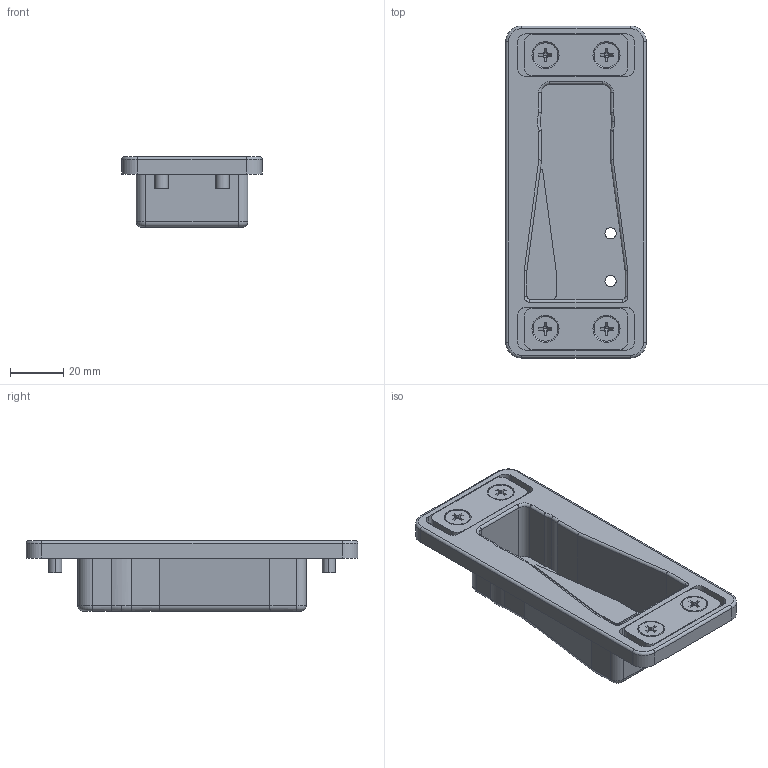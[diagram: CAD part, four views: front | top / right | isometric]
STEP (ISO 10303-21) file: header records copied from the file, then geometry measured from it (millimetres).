
FILE_DESCRIPTION (( 'STEP AP203' ), '1' );
FILE_NAME ('FA-1837S-1.STEP', '2013-02-08T08:23:34', ( '11sw' ), ( 'タキゲン製造株式会社' ), 'SwSTEP 2.0', 'SolidWorks 2011', '' );
FILE_SCHEMA (( 'CONFIG_CONTROL_DESIGN' ));
Length unit declared in the file: millimetre
Products named in the file (6): 廫帤寠晅嶮偹偠M4_M4亊8; FA-1837S-1僗儁乕僒乕_; FA-1837S-1; 廫帤寠晅嶮偹偠M5_M5亊12; FA-1837S-1固定板_; FA-1837S-1働乕僗_
Assembly tree (10 placements, depth 2):
  FA-1837S-1
    廫帤寠晅嶮偹偠M5_M5亊12  x4
    廫帤寠晅嶮偹偠M4_M4亊8  x2
    FA-1837S-1働乕僗_
    FA-1837S-1僗儁乕僒乕_
    FA-1837S-1固定板_  x2
Bounding box: 53 x 125 x 26.5 mm (x, y, z)
Volume: 49858.5 mm3; surface area: 35061.1 mm2
Topology: 10 solids, 10 shells, 426 faces, 1036 edges, 629 vertices
Faces by surface type: plane 185, cylinder 143, cone 72, torus 26
Entity records: 9023 total; most frequent: CARTESIAN_POINT 1546, DIRECTION 1489, ORIENTED_EDGE 1352, EDGE_CURVE 676, AXIS2_PLACEMENT_3D 554, VERTEX_POINT 419, VECTOR 381, LINE 381
